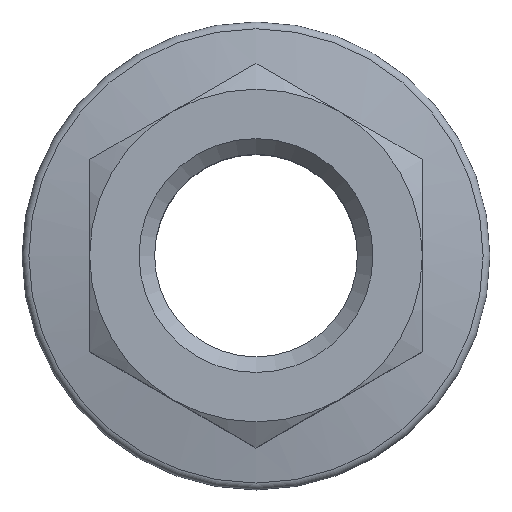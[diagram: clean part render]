
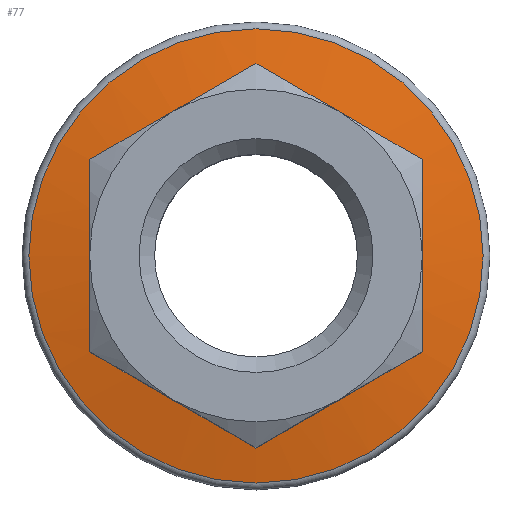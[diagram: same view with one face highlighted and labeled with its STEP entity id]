
A CAD part, top view. The second image highlights one B-rep face of the part: STEP entity #77.
In plain terms, the highlighted conical face has half-angle 79.72 degrees and reference radius 22.5 mm.
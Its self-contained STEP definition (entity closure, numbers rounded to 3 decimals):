
#77 = ADVANCED_FACE( '', ( #102, #103 ), #104, .T. );
#102 = FACE_OUTER_BOUND( '', #153, .T. );
#103 = FACE_BOUND( '', #154, .T. );
#104 = CONICAL_SURFACE( '', #155, 22.5, 1.391 );
#153 = EDGE_LOOP( '', ( #212 ) );
#154 = EDGE_LOOP( '', ( #213, #214, #215, #216, #217, #218 ) );
#155 = AXIS2_PLACEMENT_3D( '', #219, #220, #221 );
#212 = ORIENTED_EDGE( '', *, *, #345, .T. );
#213 = ORIENTED_EDGE( '', *, *, #346, .T. );
#214 = ORIENTED_EDGE( '', *, *, #347, .T. );
#215 = ORIENTED_EDGE( '', *, *, #348, .T. );
#216 = ORIENTED_EDGE( '', *, *, #349, .T. );
#217 = ORIENTED_EDGE( '', *, *, #350, .T. );
#218 = ORIENTED_EDGE( '', *, *, #338, .T. );
#219 = CARTESIAN_POINT( '', ( 0., 0., 6. ) );
#220 = DIRECTION( '', ( 0., 0., -1. ) );
#221 = DIRECTION( '', ( -1., 0., 0. ) );
#338 = EDGE_CURVE( '', #376, #377, #378, .T. );
#345 = EDGE_CURVE( '', #390, #390, #391, .F. );
#346 = EDGE_CURVE( '', #377, #392, #393, .F. );
#347 = EDGE_CURVE( '', #392, #394, #395, .T. );
#348 = EDGE_CURVE( '', #394, #396, #397, .T. );
#349 = EDGE_CURVE( '', #396, #398, #399, .T. );
#350 = EDGE_CURVE( '', #398, #376, #400, .T. );
#376 = VERTEX_POINT( '', #440 );
#377 = VERTEX_POINT( '', #441 );
#378 = B_SPLINE_CURVE_WITH_KNOTS( '', 3, ( #442, #443, #444, #445, #446, #447, #448, #449, #450 ), .UNSPECIFIED., .F., .F., ( 4, 2, 1, 2, 4 ), ( 0., 0.005, 0.009, 0.014, 0.018 ), .UNSPECIFIED. );
#390 = VERTEX_POINT( '', #476 );
#391 = CIRCLE( '', #477, 21.843 );
#392 = VERTEX_POINT( '', #478 );
#393 = B_SPLINE_CURVE_WITH_KNOTS( '', 3, ( #479, #480, #481, #482, #483, #484, #485, #486, #487, #488 ), .UNSPECIFIED., .F., .F., ( 4, 2, 2, 2, 4 ), ( 0.015, 0.02, 0.025, 0.029, 0.034 ), .UNSPECIFIED. );
#394 = VERTEX_POINT( '', #489 );
#395 = B_SPLINE_CURVE_WITH_KNOTS( '', 3, ( #490, #491, #492, #493, #494, #495, #496, #497, #498 ), .UNSPECIFIED., .F., .F., ( 4, 2, 1, 2, 4 ), ( 0., 0.005, 0.009, 0.014, 0.018 ), .UNSPECIFIED. );
#396 = VERTEX_POINT( '', #499 );
#397 = B_SPLINE_CURVE_WITH_KNOTS( '', 3, ( #500, #501, #502, #503, #504, #505, #506, #507, #508 ), .UNSPECIFIED., .F., .F., ( 4, 2, 1, 2, 4 ), ( 0., 0.005, 0.009, 0.014, 0.018 ), .UNSPECIFIED. );
#398 = VERTEX_POINT( '', #509 );
#399 = B_SPLINE_CURVE_WITH_KNOTS( '', 3, ( #510, #511, #512, #513, #514, #515, #516, #517, #518, #519 ), .UNSPECIFIED., .F., .F., ( 4, 2, 2, 2, 4 ), ( 0.015, 0.02, 0.025, 0.029, 0.034 ), .UNSPECIFIED. );
#400 = B_SPLINE_CURVE_WITH_KNOTS( '', 3, ( #520, #521, #522, #523, #524, #525, #526, #527, #528 ), .UNSPECIFIED., .F., .F., ( 4, 2, 1, 2, 4 ), ( 0., 0.005, 0.009, 0.014, 0.018 ), .UNSPECIFIED. );
#440 = CARTESIAN_POINT( '', ( 0., 18.475, 6.73 ) );
#441 = CARTESIAN_POINT( '', ( 16., 9.238, 6.73 ) );
#442 = CARTESIAN_POINT( '', ( 0., 18.475, 6.73 ) );
#443 = CARTESIAN_POINT( '', ( 1.333, 17.705, 6.87 ) );
#444 = CARTESIAN_POINT( '', ( 2.667, 16.936, 6.983 ) );
#445 = CARTESIAN_POINT( '', ( 5.333, 15.396, 7.138 ) );
#446 = CARTESIAN_POINT( '', ( 8., 13.856, 7.22 ) );
#447 = CARTESIAN_POINT( '', ( 10.667, 12.317, 7.138 ) );
#448 = CARTESIAN_POINT( '', ( 13.333, 10.777, 6.983 ) );
#449 = CARTESIAN_POINT( '', ( 14.667, 10.007, 6.87 ) );
#450 = CARTESIAN_POINT( '', ( 16., 9.238, 6.73 ) );
#476 = CARTESIAN_POINT( '', ( -21.843, 0., 6.119 ) );
#477 = AXIS2_PLACEMENT_3D( '', #644, #645, #646 );
#478 = CARTESIAN_POINT( '', ( 16., -9.238, 6.73 ) );
#479 = CARTESIAN_POINT( '', ( 16., -9.238, 6.73 ) );
#480 = CARTESIAN_POINT( '', ( 16., -7.699, 6.869 ) );
#481 = CARTESIAN_POINT( '', ( 16., -6.156, 6.983 ) );
#482 = CARTESIAN_POINT( '', ( 16., -3.074, 7.138 ) );
#483 = CARTESIAN_POINT( '', ( 16., -1.533, 7.179 ) );
#484 = CARTESIAN_POINT( '', ( 16., 1.547, 7.179 ) );
#485 = CARTESIAN_POINT( '', ( 16., 3.086, 7.138 ) );
#486 = CARTESIAN_POINT( '', ( 16., 6.163, 6.983 ) );
#487 = CARTESIAN_POINT( '', ( 16., 7.7, 6.869 ) );
#488 = CARTESIAN_POINT( '', ( 16., 9.238, 6.73 ) );
#489 = CARTESIAN_POINT( '', ( 0., -18.475, 6.73 ) );
#490 = CARTESIAN_POINT( '', ( 16., -9.238, 6.73 ) );
#491 = CARTESIAN_POINT( '', ( 14.667, -10.007, 6.87 ) );
#492 = CARTESIAN_POINT( '', ( 13.333, -10.777, 6.983 ) );
#493 = CARTESIAN_POINT( '', ( 10.667, -12.317, 7.138 ) );
#494 = CARTESIAN_POINT( '', ( 8., -13.856, 7.22 ) );
#495 = CARTESIAN_POINT( '', ( 5.333, -15.396, 7.138 ) );
#496 = CARTESIAN_POINT( '', ( 2.667, -16.936, 6.983 ) );
#497 = CARTESIAN_POINT( '', ( 1.333, -17.705, 6.87 ) );
#498 = CARTESIAN_POINT( '', ( 0., -18.475, 6.73 ) );
#499 = CARTESIAN_POINT( '', ( -16., -9.238, 6.73 ) );
#500 = CARTESIAN_POINT( '', ( 0., -18.475, 6.73 ) );
#501 = CARTESIAN_POINT( '', ( -1.333, -17.705, 6.87 ) );
#502 = CARTESIAN_POINT( '', ( -2.667, -16.936, 6.983 ) );
#503 = CARTESIAN_POINT( '', ( -5.333, -15.396, 7.138 ) );
#504 = CARTESIAN_POINT( '', ( -8., -13.856, 7.22 ) );
#505 = CARTESIAN_POINT( '', ( -10.667, -12.317, 7.138 ) );
#506 = CARTESIAN_POINT( '', ( -13.333, -10.777, 6.983 ) );
#507 = CARTESIAN_POINT( '', ( -14.667, -10.007, 6.87 ) );
#508 = CARTESIAN_POINT( '', ( -16., -9.238, 6.73 ) );
#509 = CARTESIAN_POINT( '', ( -16., 9.238, 6.73 ) );
#510 = CARTESIAN_POINT( '', ( -16., -9.238, 6.73 ) );
#511 = CARTESIAN_POINT( '', ( -16., -7.699, 6.869 ) );
#512 = CARTESIAN_POINT( '', ( -16., -6.156, 6.983 ) );
#513 = CARTESIAN_POINT( '', ( -16., -3.074, 7.138 ) );
#514 = CARTESIAN_POINT( '', ( -16., -1.533, 7.179 ) );
#515 = CARTESIAN_POINT( '', ( -16., 1.547, 7.179 ) );
#516 = CARTESIAN_POINT( '', ( -16., 3.086, 7.138 ) );
#517 = CARTESIAN_POINT( '', ( -16., 6.163, 6.983 ) );
#518 = CARTESIAN_POINT( '', ( -16., 7.7, 6.869 ) );
#519 = CARTESIAN_POINT( '', ( -16., 9.238, 6.73 ) );
#520 = CARTESIAN_POINT( '', ( -16., 9.238, 6.73 ) );
#521 = CARTESIAN_POINT( '', ( -14.667, 10.007, 6.87 ) );
#522 = CARTESIAN_POINT( '', ( -13.333, 10.777, 6.983 ) );
#523 = CARTESIAN_POINT( '', ( -10.667, 12.317, 7.138 ) );
#524 = CARTESIAN_POINT( '', ( -8., 13.856, 7.22 ) );
#525 = CARTESIAN_POINT( '', ( -5.333, 15.396, 7.138 ) );
#526 = CARTESIAN_POINT( '', ( -2.667, 16.936, 6.983 ) );
#527 = CARTESIAN_POINT( '', ( -1.333, 17.705, 6.87 ) );
#528 = CARTESIAN_POINT( '', ( 0., 18.475, 6.73 ) );
#644 = CARTESIAN_POINT( '', ( 0., 0., 6.119 ) );
#645 = DIRECTION( '', ( 0., 0., -1. ) );
#646 = DIRECTION( '', ( -1., 0., 0. ) );
